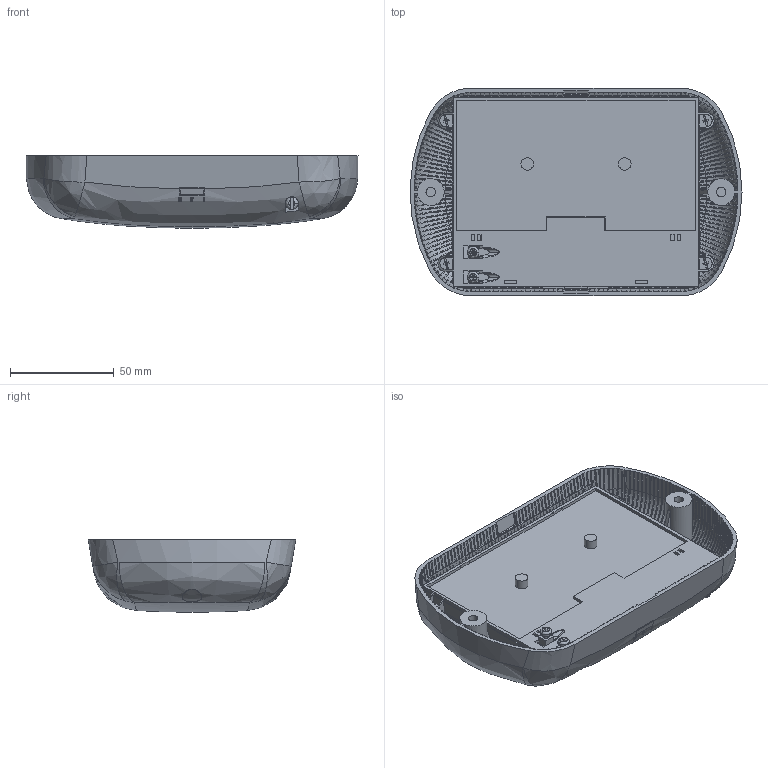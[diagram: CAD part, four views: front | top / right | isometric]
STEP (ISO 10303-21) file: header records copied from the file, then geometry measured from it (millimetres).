
FILE_DESCRIPTION (( 'STEP AP214' ), '1' );
FILE_NAME ('CA-5006.STEP', '2025-02-28T09:42:30', ( '' ), ( '' ), 'SwSTEP 2.0', 'SolidWorks 2021', '' );
FILE_SCHEMA (( 'AUTOMOTIVE_DESIGN' ));
Length unit declared in the file: millimetre
Products named in the file (1): CA-5006
Bounding box: 159.89 x 100 x 35 mm (x, y, z)
Volume: 263950.5 mm3; surface area: 59057.2 mm2
Topology: 1 solids, 1 shells, 2497 faces, 6926 edges, 4445 vertices
Faces by surface type: bspline 1617, plane 667, cone 108, cylinder 105
Entity records: 136868 total; most frequent: CARTESIAN_POINT 88395, ORIENTED_EDGE 13832, EDGE_CURVE 6916, DIRECTION 4963, VERTEX_POINT 4445, B_SPLINE_CURVE_WITH_KNOTS 3910, EDGE_LOOP 2539, FACE_OUTER_BOUND 2497
